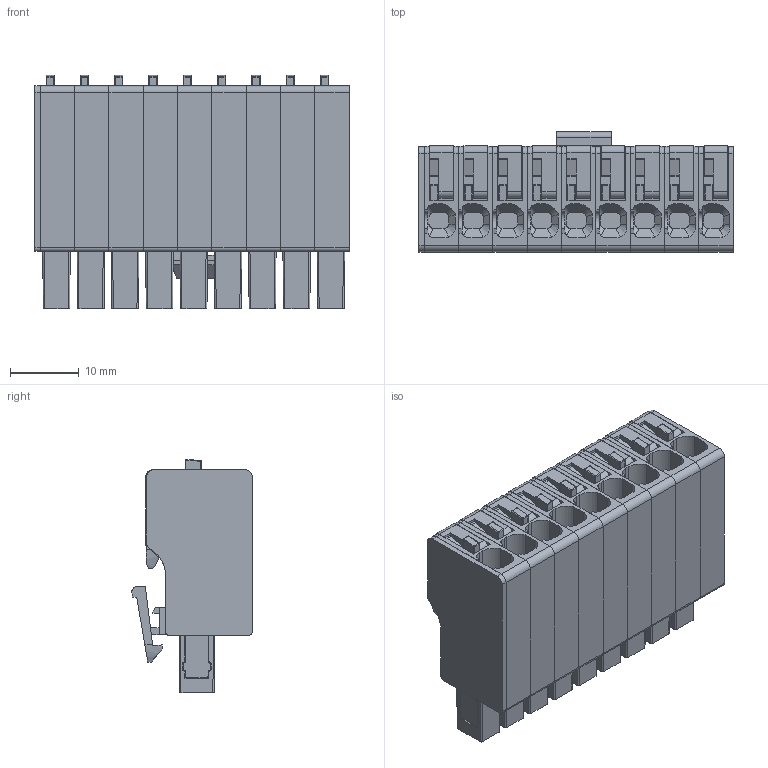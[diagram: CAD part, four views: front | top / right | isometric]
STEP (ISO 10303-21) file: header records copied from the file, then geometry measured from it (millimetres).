
FILE_DESCRIPTION(('CATIA V5 STEP Exchange','CAx-IF Rec.Pracs.--- Model Styling and Organization---1.4--- 2014-01-23'),'2;1');
FILE_NAME ('D1463857_2', '2022-08-24T06:19:49+00:00', ('none'), ('Weidmueller'), 'CATIA Version 5-6 Release 2016 SP3 HF44', 'CATIA V5 STEP AP214', 'none');
FILE_SCHEMA(('AUTOMOTIVE_DESIGN { 1 0 10303 214 1 1 1 1 }'));
Products named in the file (1): 2741740000
Bounding box: 45.8 x 17.53 x 34 mm (x, y, z)
Volume: 15811.1 mm3; surface area: 17652.7 mm2
Topology: 29 solids, 29 shells, 2225 faces, 6135 edges, 4007 vertices
Faces by surface type: plane 1298, cylinder 787, sphere 72, cone 40, bspline 19, torus 9
Entity records: 76209 total; most frequent: CARTESIAN_POINT 20506, ORIENTED_EDGE 12054, DIRECTION 9115, EDGE_CURVE 6027, VERTEX_POINT 3989, VECTOR 3877, LINE 3877, AXIS2_PLACEMENT_3D 3164
